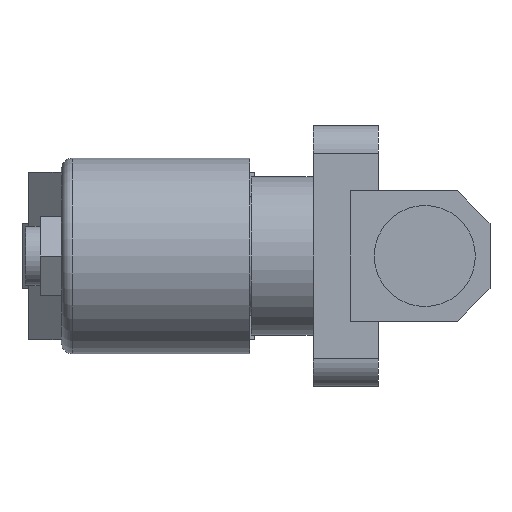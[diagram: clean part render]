
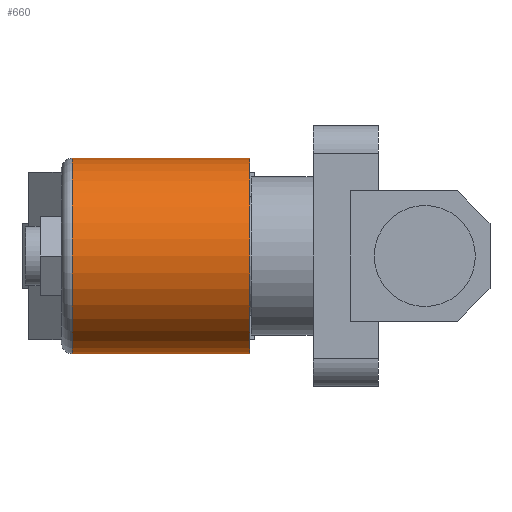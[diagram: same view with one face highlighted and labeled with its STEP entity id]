
A CAD part, left-side view. The second image highlights one B-rep face of the part: STEP entity #660.
In plain terms, the highlighted cylindrical face has radius 21 mm (diameter 42 mm), a partial arc.
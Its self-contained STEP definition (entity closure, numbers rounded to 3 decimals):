
#63 = VERTEX_POINT ( 'NONE', #992 ) ;
#65 = VERTEX_POINT ( 'NONE', #2703 ) ;
#154 = CARTESIAN_POINT ( 'NONE',  ( 0., 45.66, 0. ) ) ;
#180 = AXIS2_PLACEMENT_3D ( 'NONE', #154, #824, #418 ) ;
#323 = FACE_OUTER_BOUND ( 'NONE', #2237, .T. ) ;
#400 = CIRCLE ( 'NONE', #180, 21. ) ;
#418 = DIRECTION ( 'NONE',  ( 0., 0., 1. ) ) ;
#458 = LINE ( 'NONE', #484, #2622 ) ;
#484 = CARTESIAN_POINT ( 'NONE',  ( 0., 47.96, -21. ) ) ;
#588 = CARTESIAN_POINT ( 'NONE',  ( 0., 7.56, 21. ) ) ;
#655 = AXIS2_PLACEMENT_3D ( 'NONE', #2487, #929, #2261 ) ;
#660 = ADVANCED_FACE ( 'NONE', ( #323 ), #2441, .T. ) ;
#824 = DIRECTION ( 'NONE',  ( 0., -1., 0. ) ) ;
#929 = DIRECTION ( 'NONE',  ( 0., -1., 0. ) ) ;
#977 = DIRECTION ( 'NONE',  ( 0., -1., 0. ) ) ;
#983 = VERTEX_POINT ( 'NONE', #2589 ) ;
#992 = CARTESIAN_POINT ( 'NONE',  ( 0., 45.66, -21. ) ) ;
#996 = CARTESIAN_POINT ( 'NONE',  ( 0., 7.56, 0. ) ) ;
#1060 = ORIENTED_EDGE ( 'NONE', *, *, #1481, .T. ) ;
#1089 = EDGE_CURVE ( 'NONE', #983, #63, #400, .T. ) ;
#1320 = ORIENTED_EDGE ( 'NONE', *, *, #1885, .F. ) ;
#1322 = DIRECTION ( 'NONE',  ( 0., -1., 0. ) ) ;
#1348 = VERTEX_POINT ( 'NONE', #588 ) ;
#1424 = DIRECTION ( 'NONE',  ( 0., 1., 0. ) ) ;
#1481 = EDGE_CURVE ( 'NONE', #63, #65, #458, .T. ) ;
#1602 = DIRECTION ( 'NONE',  ( 0., 0., 1. ) ) ;
#1830 = AXIS2_PLACEMENT_3D ( 'NONE', #996, #1424, #1602 ) ;
#1885 = EDGE_CURVE ( 'NONE', #983, #1348, #2663, .T. ) ;
#1969 = ORIENTED_EDGE ( 'NONE', *, *, #2421, .T. ) ;
#2169 = ORIENTED_EDGE ( 'NONE', *, *, #1089, .T. ) ;
#2237 = EDGE_LOOP ( 'NONE', ( #1320, #2169, #1060, #1969 ) ) ;
#2238 = CARTESIAN_POINT ( 'NONE',  ( 0., 47.96, 21. ) ) ;
#2261 = DIRECTION ( 'NONE',  ( 0., 0., -1. ) ) ;
#2369 = CIRCLE ( 'NONE', #1830, 21. ) ;
#2404 = VECTOR ( 'NONE', #977, 1000. ) ;
#2421 = EDGE_CURVE ( 'NONE', #65, #1348, #2369, .T. ) ;
#2441 = CYLINDRICAL_SURFACE ( 'NONE', #655, 21. ) ;
#2487 = CARTESIAN_POINT ( 'NONE',  ( 0., 47.96, 0. ) ) ;
#2589 = CARTESIAN_POINT ( 'NONE',  ( 0., 45.66, 21. ) ) ;
#2622 = VECTOR ( 'NONE', #1322, 1000. ) ;
#2663 = LINE ( 'NONE', #2238, #2404 ) ;
#2703 = CARTESIAN_POINT ( 'NONE',  ( 0., 7.56, -21. ) ) ;
